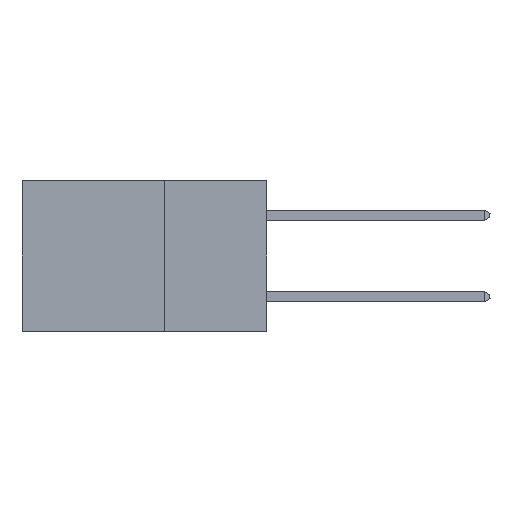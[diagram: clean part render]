
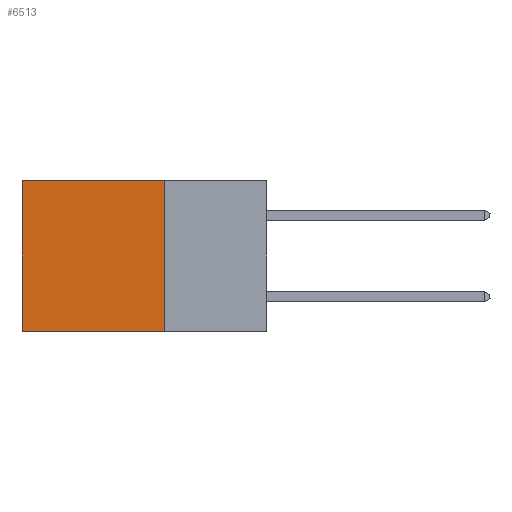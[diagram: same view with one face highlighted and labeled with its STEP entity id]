
A CAD part, left-side view. The second image highlights one B-rep face of the part: STEP entity #6513.
In plain terms, the highlighted planar face has unit normal (-1, 0, 0).
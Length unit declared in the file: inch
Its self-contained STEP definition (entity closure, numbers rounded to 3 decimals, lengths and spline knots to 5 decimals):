
#1256 = VECTOR ( 'NONE', #17659, 39.37008 ) ;
#2348 = DIRECTION ( 'NONE',  ( 0., 0., -1. ) ) ;
#2350 = DIRECTION ( 'NONE',  ( 0., 1., 0. ) ) ;
#3403 = DIRECTION ( 'NONE',  ( 0., 0., -1. ) ) ;
#3505 = DIRECTION ( 'NONE',  ( 1., 0., 0. ) ) ;
#4408 = VECTOR ( 'NONE', #2348, 39.37008 ) ;
#4930 = LINE ( 'NONE', #20147, #17660 ) ;
#5673 = CARTESIAN_POINT ( 'NONE',  ( 0.2875, 0.25, -0.37 ) ) ;
#6505 = EDGE_CURVE ( 'NONE', #6522, #13804, #4930, .T. ) ;
#6513 = ADVANCED_FACE ( 'NONE', ( #24025 ), #10663, .F. ) ;
#6522 = VERTEX_POINT ( 'NONE', #13195 ) ;
#7133 = CARTESIAN_POINT ( 'NONE',  ( 0.2875, 0.25, -0.37 ) ) ;
#10154 = EDGE_CURVE ( 'NONE', #21394, #24673, #22010, .T. ) ;
#10218 = AXIS2_PLACEMENT_3D ( 'NONE', #24961, #3505, #20255 ) ;
#10663 = PLANE ( 'NONE',  #10218 ) ;
#10799 = ORIENTED_EDGE ( 'NONE', *, *, #6505, .F. ) ;
#11172 = ORIENTED_EDGE ( 'NONE', *, *, #10154, .T. ) ;
#13195 = CARTESIAN_POINT ( 'NONE',  ( 0.2875, 0.25, 0. ) ) ;
#13804 = VERTEX_POINT ( 'NONE', #5673 ) ;
#16809 = VECTOR ( 'NONE', #2350, 39.37008 ) ;
#17659 = DIRECTION ( 'NONE',  ( 0., 1., 0. ) ) ;
#17660 = VECTOR ( 'NONE', #3403, 39.37008 ) ;
#19514 = ORIENTED_EDGE ( 'NONE', *, *, #28878, .F. ) ;
#20059 = CARTESIAN_POINT ( 'NONE',  ( 0.2875, 0.25, 0. ) ) ;
#20147 = CARTESIAN_POINT ( 'NONE',  ( 0.2875, 0.25, 0. ) ) ;
#20255 = DIRECTION ( 'NONE',  ( 0., 0., -1. ) ) ;
#20390 = LINE ( 'NONE', #20059, #1256 ) ;
#20578 = EDGE_LOOP ( 'NONE', ( #11172, #19514, #10799, #23250 ) ) ;
#21394 = VERTEX_POINT ( 'NONE', #27229 ) ;
#22010 = LINE ( 'NONE', #28583, #4408 ) ;
#22459 = CARTESIAN_POINT ( 'NONE',  ( 0.2875, 0.6, -0.37 ) ) ;
#23154 = LINE ( 'NONE', #7133, #16809 ) ;
#23250 = ORIENTED_EDGE ( 'NONE', *, *, #24658, .T. ) ;
#24025 = FACE_OUTER_BOUND ( 'NONE', #20578, .T. ) ;
#24658 = EDGE_CURVE ( 'NONE', #6522, #21394, #20390, .T. ) ;
#24673 = VERTEX_POINT ( 'NONE', #22459 ) ;
#24961 = CARTESIAN_POINT ( 'NONE',  ( 0.2875, 0.25, 0. ) ) ;
#27229 = CARTESIAN_POINT ( 'NONE',  ( 0.2875, 0.6, 0. ) ) ;
#28583 = CARTESIAN_POINT ( 'NONE',  ( 0.2875, 0.6, 0. ) ) ;
#28878 = EDGE_CURVE ( 'NONE', #13804, #24673, #23154, .T. ) ;
